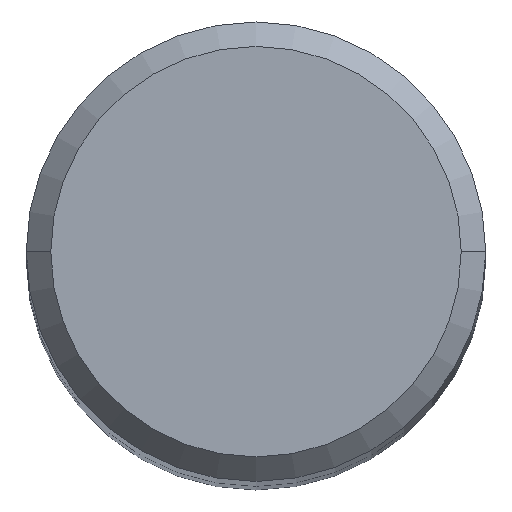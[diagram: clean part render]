
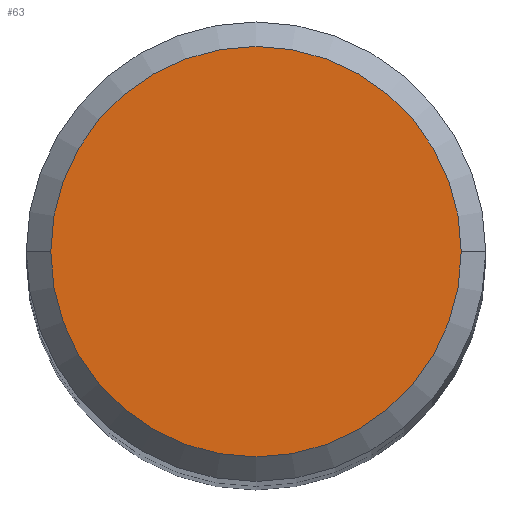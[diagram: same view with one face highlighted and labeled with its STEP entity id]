
A CAD part, top view. The second image highlights one B-rep face of the part: STEP entity #63.
In plain terms, the highlighted planar face has unit normal (0, 0, 1).
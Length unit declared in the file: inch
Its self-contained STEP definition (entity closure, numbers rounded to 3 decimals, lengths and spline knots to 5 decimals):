
#5 = EDGE_CURVE ( 'NONE', #68, #230, #110, .T. ) ;
#11 = CARTESIAN_POINT ( 'NONE',  ( 0., 0., 0. ) ) ;
#14 = ORIENTED_EDGE ( 'NONE', *, *, #5, .T. ) ;
#23 = AXIS2_PLACEMENT_3D ( 'NONE', #11, #173, #113 ) ;
#35 = CIRCLE ( 'NONE', #196, 0.1675 ) ;
#47 = CARTESIAN_POINT ( 'NONE',  ( 0., 0.1675, 0. ) ) ;
#54 = FACE_OUTER_BOUND ( 'NONE', #258, .T. ) ;
#63 = ADVANCED_FACE ( 'NONE', ( #54 ), #147, .F. ) ;
#68 = VERTEX_POINT ( 'NONE', #237 ) ;
#71 = EDGE_CURVE ( 'NONE', #230, #68, #35, .T. ) ;
#105 = ORIENTED_EDGE ( 'NONE', *, *, #71, .T. ) ;
#110 = CIRCLE ( 'NONE', #23, 0.1675 ) ;
#113 = DIRECTION ( 'NONE',  ( 1., 0., 0. ) ) ;
#147 = PLANE ( 'NONE',  #359 ) ;
#173 = DIRECTION ( 'NONE',  ( 0., 0., 1. ) ) ;
#180 = CARTESIAN_POINT ( 'NONE',  ( 0.1675, 0., 0. ) ) ;
#196 = AXIS2_PLACEMENT_3D ( 'NONE', #357, #336, #248 ) ;
#230 = VERTEX_POINT ( 'NONE', #180 ) ;
#233 = DIRECTION ( 'NONE',  ( 0., 0., -1. ) ) ;
#237 = CARTESIAN_POINT ( 'NONE',  ( -0.1675, 0., 0. ) ) ;
#248 = DIRECTION ( 'NONE',  ( 1., 0., 0. ) ) ;
#258 = EDGE_LOOP ( 'NONE', ( #14, #105 ) ) ;
#268 = DIRECTION ( 'NONE',  ( -1., 0., 0. ) ) ;
#336 = DIRECTION ( 'NONE',  ( 0., 0., 1. ) ) ;
#357 = CARTESIAN_POINT ( 'NONE',  ( 0., 0., 0. ) ) ;
#359 = AXIS2_PLACEMENT_3D ( 'NONE', #47, #233, #268 ) ;
